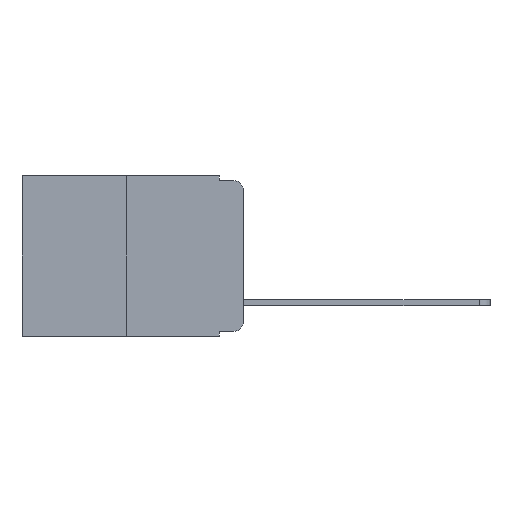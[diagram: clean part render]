
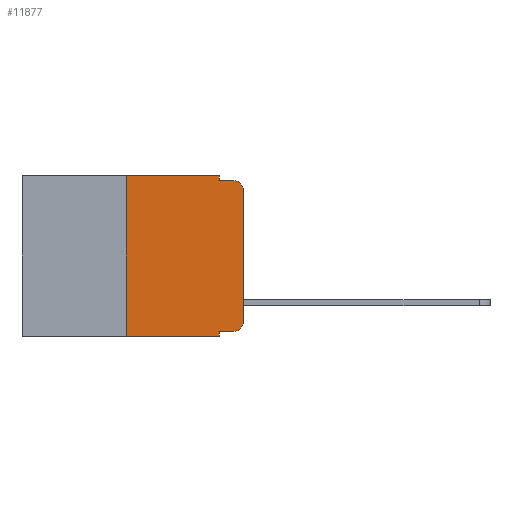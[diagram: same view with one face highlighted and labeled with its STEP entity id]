
A CAD part, left-side view. The second image highlights one B-rep face of the part: STEP entity #11877.
In plain terms, the highlighted planar face has unit normal (-1, 0, 0).
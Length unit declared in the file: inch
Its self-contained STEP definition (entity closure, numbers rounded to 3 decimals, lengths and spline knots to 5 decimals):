
#117 = CARTESIAN_POINT ( 'NONE',  ( 0., 0.25, -0.343 ) ) ;
#253 = AXIS2_PLACEMENT_3D ( 'NONE', #16208, #7628, #17566 ) ;
#340 = DIRECTION ( 'NONE',  ( 0., 0., -1. ) ) ;
#898 = DIRECTION ( 'NONE',  ( 0., -1., 0. ) ) ;
#980 = VERTEX_POINT ( 'NONE', #14056 ) ;
#1032 = EDGE_CURVE ( 'NONE', #6597, #17695, #6895, .T. ) ;
#1279 = VECTOR ( 'NONE', #3018, 39.37008 ) ;
#1482 = VECTOR ( 'NONE', #3824, 39.37008 ) ;
#1933 = ORIENTED_EDGE ( 'NONE', *, *, #8876, .T. ) ;
#2127 = ORIENTED_EDGE ( 'NONE', *, *, #8397, .T. ) ;
#2540 = ORIENTED_EDGE ( 'NONE', *, *, #16990, .F. ) ;
#2699 = VECTOR ( 'NONE', #15827, 39.37008 ) ;
#2794 = ORIENTED_EDGE ( 'NONE', *, *, #1032, .F. ) ;
#2807 = ORIENTED_EDGE ( 'NONE', *, *, #7965, .F. ) ;
#3018 = DIRECTION ( 'NONE',  ( 0., 0., 1. ) ) ;
#3563 = CARTESIAN_POINT ( 'NONE',  ( 0., 0.473, -0.343 ) ) ;
#3614 = ORIENTED_EDGE ( 'NONE', *, *, #16084, .F. ) ;
#3800 = CARTESIAN_POINT ( 'NONE',  ( 0., 0., -0.03 ) ) ;
#3824 = DIRECTION ( 'NONE',  ( 0., 0., 1. ) ) ;
#3900 = FACE_OUTER_BOUND ( 'NONE', #4205, .T. ) ;
#4092 = CARTESIAN_POINT ( 'NONE',  ( 0., 0.02, -0.333 ) ) ;
#4205 = EDGE_LOOP ( 'NONE', ( #1933, #2127, #2540, #2794, #2807, #3614, #4554, #5727, #5902, #6477 ) ) ;
#4306 = VECTOR ( 'NONE', #9049, 39.37008 ) ;
#4381 = DIRECTION ( 'NONE',  ( -1., 0., 0. ) ) ;
#4554 = ORIENTED_EDGE ( 'NONE', *, *, #13467, .T. ) ;
#5440 = EDGE_CURVE ( 'NONE', #6157, #6022, #7169, .T. ) ;
#5727 = ORIENTED_EDGE ( 'NONE', *, *, #11827, .F. ) ;
#5790 = CARTESIAN_POINT ( 'NONE',  ( 0., 0.051, -0.333 ) ) ;
#5902 = ORIENTED_EDGE ( 'NONE', *, *, #5440, .T. ) ;
#6022 = VERTEX_POINT ( 'NONE', #4092 ) ;
#6157 = VERTEX_POINT ( 'NONE', #7524 ) ;
#6477 = ORIENTED_EDGE ( 'NONE', *, *, #11051, .T. ) ;
#6597 = VERTEX_POINT ( 'NONE', #11366 ) ;
#6895 = LINE ( 'NONE', #12755, #14070 ) ;
#7169 = LINE ( 'NONE', #5790, #2699 ) ;
#7340 = CIRCLE ( 'NONE', #13774, 0.02 ) ;
#7524 = CARTESIAN_POINT ( 'NONE',  ( 0., 0.051, -0.333 ) ) ;
#7628 = DIRECTION ( 'NONE',  ( -1., 0., 0. ) ) ;
#7825 = LINE ( 'NONE', #13336, #4306 ) ;
#7965 = EDGE_CURVE ( 'NONE', #14998, #6597, #7825, .T. ) ;
#8141 = VECTOR ( 'NONE', #16638, 39.37008 ) ;
#8397 = EDGE_CURVE ( 'NONE', #17879, #980, #7340, .T. ) ;
#8876 = EDGE_CURVE ( 'NONE', #9650, #17879, #9378, .T. ) ;
#9049 = DIRECTION ( 'NONE',  ( 0., -1., 0. ) ) ;
#9285 = CIRCLE ( 'NONE', #253, 0.02 ) ;
#9378 = LINE ( 'NONE', #11191, #1482 ) ;
#9413 = DIRECTION ( 'NONE',  ( 0., 0., -1. ) ) ;
#9639 = LINE ( 'NONE', #13137, #1279 ) ;
#9650 = VERTEX_POINT ( 'NONE', #16204 ) ;
#11051 = EDGE_CURVE ( 'NONE', #6022, #9650, #9285, .T. ) ;
#11145 = LINE ( 'NONE', #16822, #18238 ) ;
#11191 = CARTESIAN_POINT ( 'NONE',  ( 0., 0., 0. ) ) ;
#11366 = CARTESIAN_POINT ( 'NONE',  ( 0., 0.051, 0. ) ) ;
#11827 = EDGE_CURVE ( 'NONE', #6157, #15192, #16838, .T. ) ;
#11877 = ADVANCED_FACE ( 'NONE', ( #3900 ), #16478, .F. ) ;
#11925 = LINE ( 'NONE', #3563, #8141 ) ;
#12132 = VECTOR ( 'NONE', #340, 39.37008 ) ;
#12247 = CARTESIAN_POINT ( 'NONE',  ( 0., 0.051, -0.343 ) ) ;
#12363 = AXIS2_PLACEMENT_3D ( 'NONE', #16534, #17904, #9413 ) ;
#12755 = CARTESIAN_POINT ( 'NONE',  ( 0., 0.051, 0. ) ) ;
#13059 = CARTESIAN_POINT ( 'NONE',  ( 0., 0.02, -0.03 ) ) ;
#13137 = CARTESIAN_POINT ( 'NONE',  ( 0., 0.25, 0. ) ) ;
#13336 = CARTESIAN_POINT ( 'NONE',  ( 0., 0.473, 0. ) ) ;
#13467 = EDGE_CURVE ( 'NONE', #15068, #15192, #11925, .T. ) ;
#13552 = CARTESIAN_POINT ( 'NONE',  ( 0., 0.051, -0.01 ) ) ;
#13774 = AXIS2_PLACEMENT_3D ( 'NONE', #13059, #4381, #14543 ) ;
#14056 = CARTESIAN_POINT ( 'NONE',  ( 0., 0.02, -0.01 ) ) ;
#14070 = VECTOR ( 'NONE', #17012, 39.37008 ) ;
#14543 = DIRECTION ( 'NONE',  ( 0., 0., -1. ) ) ;
#14663 = CARTESIAN_POINT ( 'NONE',  ( 0., 0.25, 0. ) ) ;
#14998 = VERTEX_POINT ( 'NONE', #14663 ) ;
#15068 = VERTEX_POINT ( 'NONE', #117 ) ;
#15192 = VERTEX_POINT ( 'NONE', #12247 ) ;
#15827 = DIRECTION ( 'NONE',  ( 0., -1., 0. ) ) ;
#16084 = EDGE_CURVE ( 'NONE', #15068, #14998, #9639, .T. ) ;
#16204 = CARTESIAN_POINT ( 'NONE',  ( 0., 0., -0.313 ) ) ;
#16208 = CARTESIAN_POINT ( 'NONE',  ( 0., 0.02, -0.313 ) ) ;
#16478 = PLANE ( 'NONE',  #12363 ) ;
#16534 = CARTESIAN_POINT ( 'NONE',  ( 0., 0.473, 0. ) ) ;
#16638 = DIRECTION ( 'NONE',  ( 0., -1., 0. ) ) ;
#16822 = CARTESIAN_POINT ( 'NONE',  ( 0., 0.051, -0.01 ) ) ;
#16838 = LINE ( 'NONE', #17788, #12132 ) ;
#16990 = EDGE_CURVE ( 'NONE', #17695, #980, #11145, .T. ) ;
#17012 = DIRECTION ( 'NONE',  ( 0., 0., -1. ) ) ;
#17566 = DIRECTION ( 'NONE',  ( 0., 0., -1. ) ) ;
#17695 = VERTEX_POINT ( 'NONE', #13552 ) ;
#17788 = CARTESIAN_POINT ( 'NONE',  ( 0., 0.051, 0. ) ) ;
#17879 = VERTEX_POINT ( 'NONE', #3800 ) ;
#17904 = DIRECTION ( 'NONE',  ( 1., 0., 0. ) ) ;
#18238 = VECTOR ( 'NONE', #898, 39.37008 ) ;
